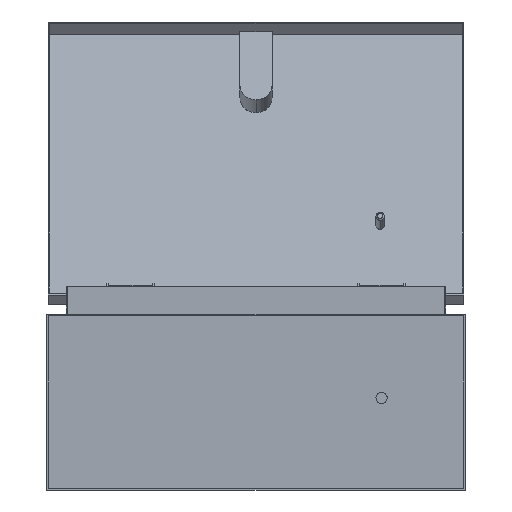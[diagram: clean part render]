
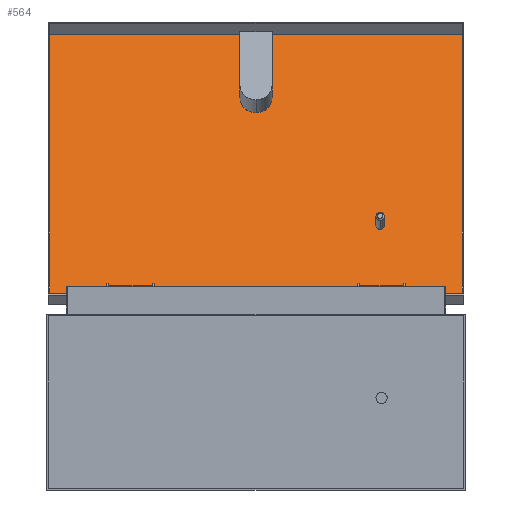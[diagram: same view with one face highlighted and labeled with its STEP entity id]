
A CAD part, left-side view. The second image highlights one B-rep face of the part: STEP entity #564.
In plain terms, the highlighted face is planar.
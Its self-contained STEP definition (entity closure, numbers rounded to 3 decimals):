
#42 = DIRECTION ( 'NONE',  ( 1., 0., 0. ) ) ;
#52 = EDGE_CURVE ( 'NONE', #6025, #5454, #3884, .T. ) ;
#246 = VECTOR ( 'NONE', #1679, 1000. ) ;
#284 = DIRECTION ( 'NONE',  ( 0., 0., -1. ) ) ;
#338 = LINE ( 'NONE', #5776, #3471 ) ;
#406 = VERTEX_POINT ( 'NONE', #3080 ) ;
#564 = ADVANCED_FACE ( 'NONE', ( #1019, #3485, #2191 ), #3682, .F. ) ;
#879 = CARTESIAN_POINT ( 'NONE',  ( 40.5, -89., -1. ) ) ;
#1019 = FACE_BOUND ( 'NONE', #4172, .T. ) ;
#1044 = DIRECTION ( 'NONE',  ( 0., 0., -1. ) ) ;
#1324 = DIRECTION ( 'NONE',  ( 1., 0., 0. ) ) ;
#1394 = EDGE_CURVE ( 'NONE', #5454, #6025, #6059, .T. ) ;
#1534 = LINE ( 'NONE', #6230, #4247 ) ;
#1629 = AXIS2_PLACEMENT_3D ( 'NONE', #3129, #2230, #2189 ) ;
#1679 = DIRECTION ( 'NONE',  ( 0., -1., 0. ) ) ;
#1738 = ORIENTED_EDGE ( 'NONE', *, *, #3102, .F. ) ;
#1883 = CARTESIAN_POINT ( 'NONE',  ( 102.5, 148., -1. ) ) ;
#1954 = DIRECTION ( 'NONE',  ( 0., 0., 1. ) ) ;
#2002 = CARTESIAN_POINT ( 'NONE',  ( -102.5, 148., -1. ) ) ;
#2071 = EDGE_CURVE ( 'NONE', #6076, #406, #4011, .T. ) ;
#2189 = DIRECTION ( 'NONE',  ( 1., 0., 0. ) ) ;
#2191 = FACE_BOUND ( 'NONE', #5251, .T. ) ;
#2230 = DIRECTION ( 'NONE',  ( 0., 0., 1. ) ) ;
#2243 = LINE ( 'NONE', #5112, #246 ) ;
#2417 = EDGE_CURVE ( 'NONE', #4343, #6284, #2243, .T. ) ;
#2435 = CARTESIAN_POINT ( 'NONE',  ( -54., 0., -1. ) ) ;
#2539 = EDGE_CURVE ( 'NONE', #4726, #4343, #1534, .T. ) ;
#2607 = LINE ( 'NONE', #5956, #4774 ) ;
#2623 = AXIS2_PLACEMENT_3D ( 'NONE', #3239, #284, #1324 ) ;
#2909 = DIRECTION ( 'NONE',  ( 0., 1., 0. ) ) ;
#2947 = EDGE_LOOP ( 'NONE', ( #5765, #5885, #5601, #1738 ) ) ;
#2973 = DIRECTION ( 'NONE',  ( 0., 0., 1. ) ) ;
#3080 = CARTESIAN_POINT ( 'NONE',  ( -65.5, 0., -1. ) ) ;
#3102 = EDGE_CURVE ( 'NONE', #6284, #6351, #2607, .T. ) ;
#3129 = CARTESIAN_POINT ( 'NONE',  ( 0., 0., -1. ) ) ;
#3239 = CARTESIAN_POINT ( 'NONE',  ( 43.5, -89., -1. ) ) ;
#3240 = DIRECTION ( 'NONE',  ( -1., 0., 0. ) ) ;
#3361 = AXIS2_PLACEMENT_3D ( 'NONE', #2435, #1954, #4909 ) ;
#3454 = AXIS2_PLACEMENT_3D ( 'NONE', #5428, #2973, #3968 ) ;
#3458 = CARTESIAN_POINT ( 'NONE',  ( 43.5, -89., -1. ) ) ;
#3471 = VECTOR ( 'NONE', #2909, 1000. ) ;
#3485 = FACE_OUTER_BOUND ( 'NONE', #2947, .T. ) ;
#3643 = CARTESIAN_POINT ( 'NONE',  ( 102.5, -148., -1. ) ) ;
#3682 = PLANE ( 'NONE',  #1629 ) ;
#3721 = AXIS2_PLACEMENT_3D ( 'NONE', #3458, #1044, #42 ) ;
#3723 = ORIENTED_EDGE ( 'NONE', *, *, #6080, .T. ) ;
#3884 = CIRCLE ( 'NONE', #2623, 3. ) ;
#3968 = DIRECTION ( 'NONE',  ( 1., 0., 0. ) ) ;
#3982 = ORIENTED_EDGE ( 'NONE', *, *, #52, .F. ) ;
#4011 = CIRCLE ( 'NONE', #3361, 11.5 ) ;
#4172 = EDGE_LOOP ( 'NONE', ( #6143, #3723 ) ) ;
#4247 = VECTOR ( 'NONE', #3240, 1000. ) ;
#4343 = VERTEX_POINT ( 'NONE', #2002 ) ;
#4434 = DIRECTION ( 'NONE',  ( 1., 0., 0. ) ) ;
#4674 = EDGE_CURVE ( 'NONE', #6351, #4726, #338, .T. ) ;
#4726 = VERTEX_POINT ( 'NONE', #1883 ) ;
#4774 = VECTOR ( 'NONE', #4434, 1000. ) ;
#4824 = CARTESIAN_POINT ( 'NONE',  ( 46.5, -89., -1. ) ) ;
#4856 = ORIENTED_EDGE ( 'NONE', *, *, #1394, .F. ) ;
#4880 = CARTESIAN_POINT ( 'NONE',  ( -42.5, 0., -1. ) ) ;
#4909 = DIRECTION ( 'NONE',  ( 1., 0., 0. ) ) ;
#5106 = CARTESIAN_POINT ( 'NONE',  ( -102.5, -148., -1. ) ) ;
#5112 = CARTESIAN_POINT ( 'NONE',  ( -102.5, 0., -1. ) ) ;
#5251 = EDGE_LOOP ( 'NONE', ( #4856, #3982 ) ) ;
#5413 = CIRCLE ( 'NONE', #3454, 11.5 ) ;
#5428 = CARTESIAN_POINT ( 'NONE',  ( -54., 0., -1. ) ) ;
#5454 = VERTEX_POINT ( 'NONE', #4824 ) ;
#5601 = ORIENTED_EDGE ( 'NONE', *, *, #4674, .F. ) ;
#5765 = ORIENTED_EDGE ( 'NONE', *, *, #2417, .F. ) ;
#5776 = CARTESIAN_POINT ( 'NONE',  ( 102.5, 0., -1. ) ) ;
#5885 = ORIENTED_EDGE ( 'NONE', *, *, #2539, .F. ) ;
#5956 = CARTESIAN_POINT ( 'NONE',  ( 0., -148., -1. ) ) ;
#6025 = VERTEX_POINT ( 'NONE', #879 ) ;
#6059 = CIRCLE ( 'NONE', #3721, 3. ) ;
#6076 = VERTEX_POINT ( 'NONE', #4880 ) ;
#6080 = EDGE_CURVE ( 'NONE', #406, #6076, #5413, .T. ) ;
#6143 = ORIENTED_EDGE ( 'NONE', *, *, #2071, .T. ) ;
#6230 = CARTESIAN_POINT ( 'NONE',  ( 0., 148., -1. ) ) ;
#6284 = VERTEX_POINT ( 'NONE', #5106 ) ;
#6351 = VERTEX_POINT ( 'NONE', #3643 ) ;
